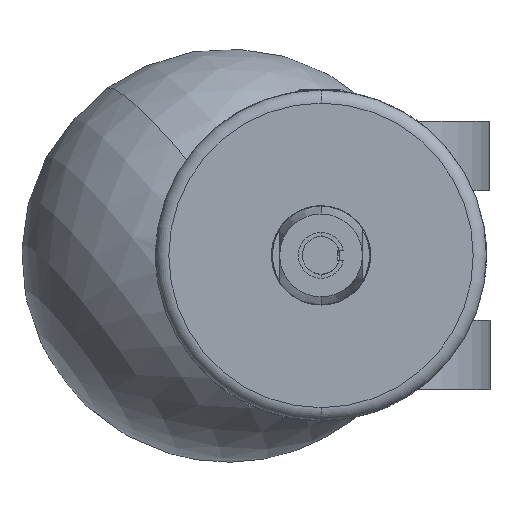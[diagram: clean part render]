
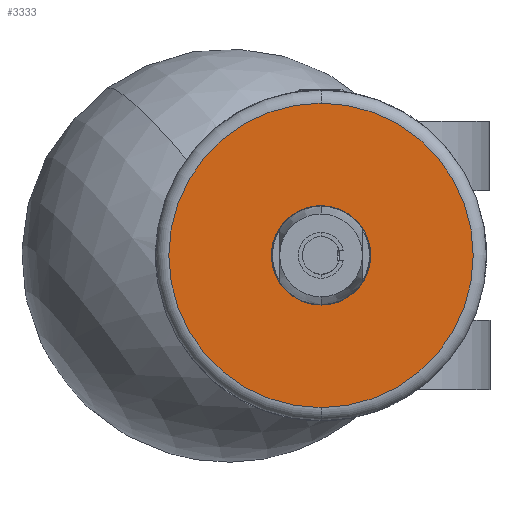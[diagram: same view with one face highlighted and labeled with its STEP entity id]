
A CAD part, left-side view. The second image highlights one B-rep face of the part: STEP entity #3333.
In plain terms, the highlighted planar face has unit normal (-1, 0, 0).
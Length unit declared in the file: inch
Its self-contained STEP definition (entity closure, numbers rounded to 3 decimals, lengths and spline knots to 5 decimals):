
#518 = DIRECTION ( 'NONE',  ( 0., 0., 1. ) ) ;
#1558 = CIRCLE ( 'NONE', #4882, 0.0805 ) ;
#1712 = CARTESIAN_POINT ( 'NONE',  ( -0.0265, 0., 0. ) ) ;
#2612 = DIRECTION ( 'NONE',  ( 1., 0., 0. ) ) ;
#3311 = AXIS2_PLACEMENT_3D ( 'NONE', #10294, #10368, #9229 ) ;
#3333 = ADVANCED_FACE ( 'NONE', ( #5453, #9587 ), #5692, .F. ) ;
#3444 = DIRECTION ( 'NONE',  ( -1., 0., 0. ) ) ;
#3450 = EDGE_LOOP ( 'NONE', ( #10791, #7552 ) ) ;
#3767 = DIRECTION ( 'NONE',  ( -1., 0., 0. ) ) ;
#4308 = CIRCLE ( 'NONE', #5140, 0.46 ) ;
#4461 = CARTESIAN_POINT ( 'NONE',  ( -0.0265, 0., 0. ) ) ;
#4637 = EDGE_CURVE ( 'NONE', #6106, #6430, #8918, .T. ) ;
#4882 = AXIS2_PLACEMENT_3D ( 'NONE', #4461, #8413, #518 ) ;
#5140 = AXIS2_PLACEMENT_3D ( 'NONE', #1712, #3444, #9427 ) ;
#5453 = FACE_BOUND ( 'NONE', #3450, .T. ) ;
#5692 = PLANE ( 'NONE',  #9782 ) ;
#5712 = CARTESIAN_POINT ( 'NONE',  ( -0.0265, 0., 0. ) ) ;
#6106 = VERTEX_POINT ( 'NONE', #6932 ) ;
#6430 = VERTEX_POINT ( 'NONE', #12716 ) ;
#6470 = VERTEX_POINT ( 'NONE', #7928 ) ;
#6615 = DIRECTION ( 'NONE',  ( 0., 0., -1. ) ) ;
#6932 = CARTESIAN_POINT ( 'NONE',  ( -0.0265, 0., -0.0805 ) ) ;
#7552 = ORIENTED_EDGE ( 'NONE', *, *, #4637, .F. ) ;
#7589 = VERTEX_POINT ( 'NONE', #8178 ) ;
#7750 = CIRCLE ( 'NONE', #9418, 0.46 ) ;
#7928 = CARTESIAN_POINT ( 'NONE',  ( -0.0265, 0., 0.46 ) ) ;
#8113 = EDGE_LOOP ( 'NONE', ( #8299, #9914 ) ) ;
#8178 = CARTESIAN_POINT ( 'NONE',  ( -0.0265, 0., -0.46 ) ) ;
#8299 = ORIENTED_EDGE ( 'NONE', *, *, #10934, .T. ) ;
#8413 = DIRECTION ( 'NONE',  ( -1., 0., 0. ) ) ;
#8608 = EDGE_CURVE ( 'NONE', #6430, #6106, #1558, .T. ) ;
#8918 = CIRCLE ( 'NONE', #3311, 0.0805 ) ;
#9229 = DIRECTION ( 'NONE',  ( 0., 0., 1. ) ) ;
#9418 = AXIS2_PLACEMENT_3D ( 'NONE', #5712, #3767, #10755 ) ;
#9427 = DIRECTION ( 'NONE',  ( 0., 0., -1. ) ) ;
#9587 = FACE_OUTER_BOUND ( 'NONE', #8113, .T. ) ;
#9782 = AXIS2_PLACEMENT_3D ( 'NONE', #11589, #2612, #6615 ) ;
#9914 = ORIENTED_EDGE ( 'NONE', *, *, #10067, .T. ) ;
#10067 = EDGE_CURVE ( 'NONE', #6470, #7589, #4308, .T. ) ;
#10294 = CARTESIAN_POINT ( 'NONE',  ( -0.0265, 0., 0. ) ) ;
#10368 = DIRECTION ( 'NONE',  ( -1., 0., 0. ) ) ;
#10755 = DIRECTION ( 'NONE',  ( 0., 0., -1. ) ) ;
#10791 = ORIENTED_EDGE ( 'NONE', *, *, #8608, .F. ) ;
#10934 = EDGE_CURVE ( 'NONE', #7589, #6470, #7750, .T. ) ;
#11589 = CARTESIAN_POINT ( 'NONE',  ( -0.0265, 0.5, 0. ) ) ;
#12716 = CARTESIAN_POINT ( 'NONE',  ( -0.0265, 0., 0.0805 ) ) ;
